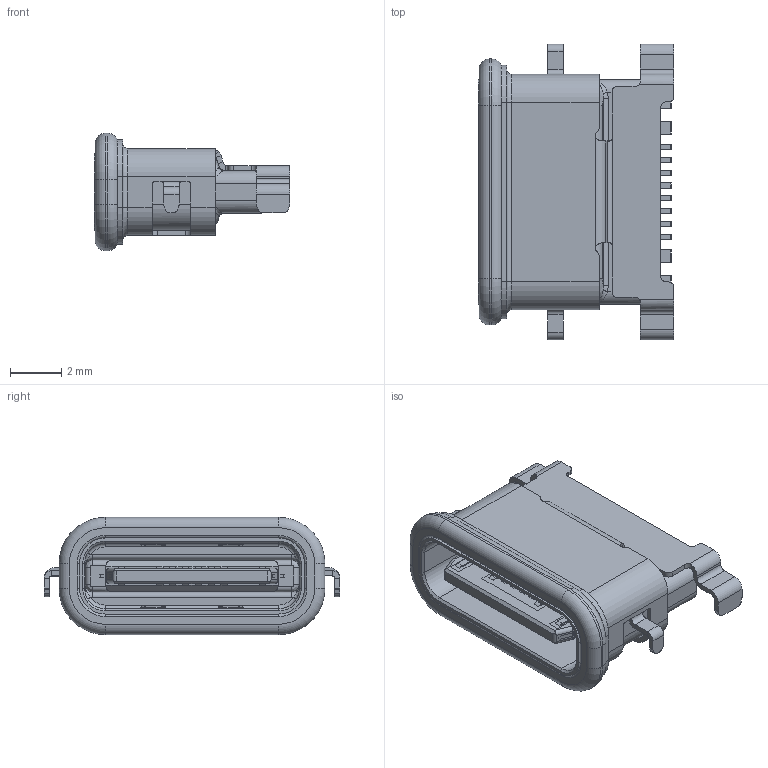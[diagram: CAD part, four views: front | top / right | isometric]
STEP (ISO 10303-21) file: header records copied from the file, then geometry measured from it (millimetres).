
FILE_DESCRIPTION (( 'STEP AP203' ), '1' );
FILE_NAME ('54-00528.STEP', '2025-07-10T00:32:35', ( '' ), ( '' ), 'SwSTEP 2.0', 'SolidWorks 2025', '' );
FILE_SCHEMA (( 'CONFIG_CONTROL_DESIGN' ));
Products named in the file (1): 54-00528
Bounding box: 7.6 x 11.5 x 4.56 mm (x, y, z)
Volume: 104.7 mm3; surface area: 876.4 mm2
Topology: 3 solids, 3 shells, 2367 faces, 6277 edges, 3864 vertices
Faces by surface type: plane 1687, cylinder 518, torus 78, bspline 58, cone 22, sphere 4
Entity records: 79249 total; most frequent: CARTESIAN_POINT 30381, ORIENTED_EDGE 12542, DIRECTION 6561, EDGE_CURVE 6271, B_SPLINE_CURVE_WITH_KNOTS 4907, VERTEX_POINT 3864, AXIS2_PLACEMENT_3D 2904, EDGE_LOOP 2475
